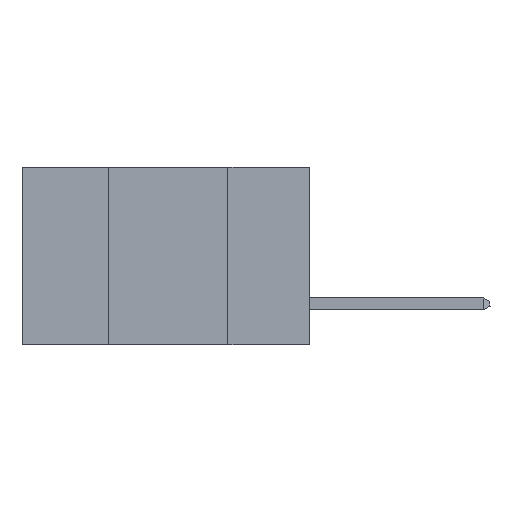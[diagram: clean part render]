
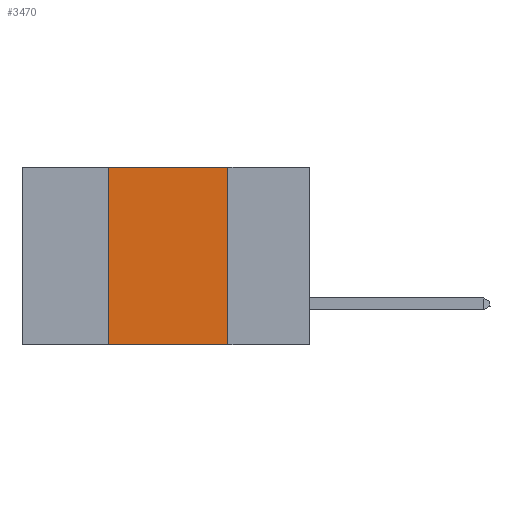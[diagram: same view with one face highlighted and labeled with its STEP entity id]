
A CAD part, left-side view. The second image highlights one B-rep face of the part: STEP entity #3470.
In plain terms, the highlighted planar face has unit normal (-1, 0, 0).
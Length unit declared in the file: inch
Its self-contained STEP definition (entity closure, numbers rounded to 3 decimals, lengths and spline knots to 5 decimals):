
#531 = LINE ( 'NONE', #5598, #4625 ) ;
#1035 = VERTEX_POINT ( 'NONE', #1195 ) ;
#1195 = CARTESIAN_POINT ( 'NONE',  ( 0., 0.42, 0. ) ) ;
#1351 = ORIENTED_EDGE ( 'NONE', *, *, #3374, .F. ) ;
#1406 = DIRECTION ( 'NONE',  ( 0., 0., -1. ) ) ;
#1458 = CARTESIAN_POINT ( 'NONE',  ( 0., 0.6, 0. ) ) ;
#2006 = FACE_OUTER_BOUND ( 'NONE', #7401, .T. ) ;
#2078 = ORIENTED_EDGE ( 'NONE', *, *, #6589, .T. ) ;
#2219 = CARTESIAN_POINT ( 'NONE',  ( 0., 0.17, -0.37 ) ) ;
#2271 = LINE ( 'NONE', #4635, #4401 ) ;
#2742 = VECTOR ( 'NONE', #5047, 39.37008 ) ;
#3374 = EDGE_CURVE ( 'NONE', #1035, #4975, #531, .T. ) ;
#3462 = DIRECTION ( 'NONE',  ( 0., -1., 0. ) ) ;
#3470 = ADVANCED_FACE ( 'NONE', ( #2006 ), #6470, .F. ) ;
#3614 = ORIENTED_EDGE ( 'NONE', *, *, #6815, .F. ) ;
#4211 = DIRECTION ( 'NONE',  ( 0., 0., -1. ) ) ;
#4265 = VERTEX_POINT ( 'NONE', #2219 ) ;
#4314 = DIRECTION ( 'NONE',  ( 1., 0., 0. ) ) ;
#4401 = VECTOR ( 'NONE', #1406, 39.37008 ) ;
#4625 = VECTOR ( 'NONE', #3462, 39.37008 ) ;
#4635 = CARTESIAN_POINT ( 'NONE',  ( 0., 0.17, 0. ) ) ;
#4975 = VERTEX_POINT ( 'NONE', #8309 ) ;
#5047 = DIRECTION ( 'NONE',  ( 0., -1., 0. ) ) ;
#5224 = LINE ( 'NONE', #8982, #6017 ) ;
#5362 = AXIS2_PLACEMENT_3D ( 'NONE', #1458, #4314, #4211 ) ;
#5565 = ORIENTED_EDGE ( 'NONE', *, *, #6939, .F. ) ;
#5598 = CARTESIAN_POINT ( 'NONE',  ( 0., 0.6, 0. ) ) ;
#5734 = CARTESIAN_POINT ( 'NONE',  ( 0., 0.6, -0.37 ) ) ;
#6017 = VECTOR ( 'NONE', #7829, 39.37008 ) ;
#6194 = VERTEX_POINT ( 'NONE', #6338 ) ;
#6338 = CARTESIAN_POINT ( 'NONE',  ( 0., 0.42, -0.37 ) ) ;
#6470 = PLANE ( 'NONE',  #5362 ) ;
#6589 = EDGE_CURVE ( 'NONE', #6194, #4265, #8588, .T. ) ;
#6815 = EDGE_CURVE ( 'NONE', #4975, #4265, #2271, .T. ) ;
#6939 = EDGE_CURVE ( 'NONE', #6194, #1035, #5224, .T. ) ;
#7401 = EDGE_LOOP ( 'NONE', ( #3614, #1351, #5565, #2078 ) ) ;
#7829 = DIRECTION ( 'NONE',  ( 0., 0., 1. ) ) ;
#8309 = CARTESIAN_POINT ( 'NONE',  ( 0., 0.17, 0. ) ) ;
#8588 = LINE ( 'NONE', #5734, #2742 ) ;
#8982 = CARTESIAN_POINT ( 'NONE',  ( 0., 0.42, 0. ) ) ;
